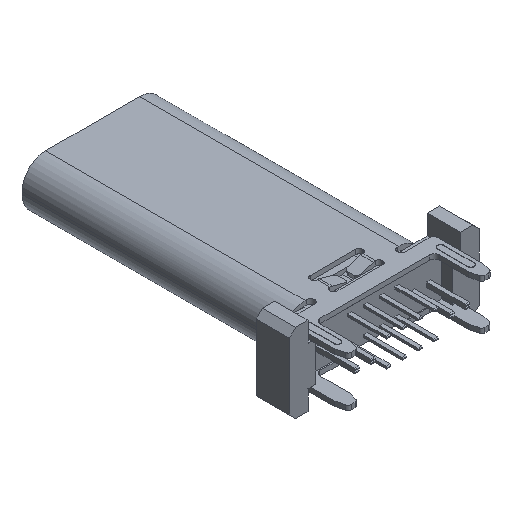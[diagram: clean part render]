
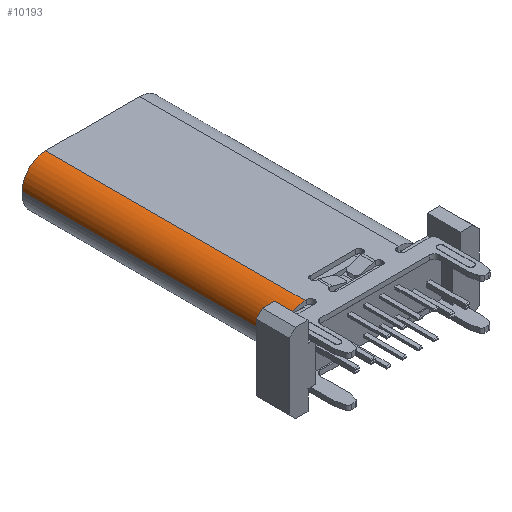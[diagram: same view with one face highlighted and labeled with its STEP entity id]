
A CAD part, isometric view. The second image highlights one B-rep face of the part: STEP entity #10193.
In plain terms, the highlighted cylindrical face has radius 1.5 mm (diameter 3 mm), a partial arc.
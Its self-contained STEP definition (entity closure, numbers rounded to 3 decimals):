
#627=CARTESIAN_POINT('',(1.765,30.001,-1.5));
#628=DIRECTION('',(0.,1.,0.));
#629=DIRECTION('',(-1.,0.,0.));
#630=AXIS2_PLACEMENT_3D('',#627,#628,#629);
#1671=CARTESIAN_POINT('',(1.765,13.601,-1.5));
#1672=DIRECTION('',(0.,-1.,0.));
#1673=DIRECTION('',(0.,0.,1.));
#1674=AXIS2_PLACEMENT_3D('',#1671,#1672,#1673);
#1699=DIRECTION('',(0.,-1.,0.));
#1700=VECTOR('',#1699,16.4);
#1701=CARTESIAN_POINT('',(0.265,30.001,-1.5));
#1702=LINE('',#1701,#1700);
#1703=DIRECTION('',(0.,1.,0.));
#1704=VECTOR('',#1703,16.4);
#1705=CARTESIAN_POINT('',(1.765,13.601,
0.));
#1706=LINE('',#1705,#1704);
#1730=CARTESIAN_POINT('',(1.765,13.601,-1.5));
#1731=DIRECTION('',(0.,-1.,0.));
#1732=DIRECTION('',(-0.626,0.,0.78));
#1733=AXIS2_PLACEMENT_3D('',#1730,#1731,#1732);
#7269=CARTESIAN_POINT('',(0.265,30.001,-1.5));
#7271=VERTEX_POINT('',#7269);
#7390=CARTESIAN_POINT('',(1.765,13.601,
0.));
#7391=VERTEX_POINT('',#7390);
#7416=CARTESIAN_POINT('',(1.765,30.001,
0.));
#7418=VERTEX_POINT('',#7416);
#8050=CARTESIAN_POINT('',(0.826,13.601,
-0.33));
#8052=VERTEX_POINT('',#8050);
#8082=CARTESIAN_POINT('',(0.265,13.601,-1.5));
#8083=VERTEX_POINT('',#8082);
#10178=CARTESIAN_POINT('',(1.765,28.601,-1.5));
#10179=DIRECTION('',(0.,-1.,0.));
#10180=DIRECTION('',(0.,0.,-1.));
#10181=AXIS2_PLACEMENT_3D('',#10178,#10179,#10180);
#10182=CYLINDRICAL_SURFACE('',#10181,1.5);
#10184=ORIENTED_EDGE('',*,*,#10183,.T.);
#10186=ORIENTED_EDGE('',*,*,#10185,.F.);
#10187=ORIENTED_EDGE('',*,*,#9264,.T.);
#10189=ORIENTED_EDGE('',*,*,#10188,.F.);
#10190=ORIENTED_EDGE('',*,*,#10148,.T.);
#10191=EDGE_LOOP('',(#10184,#10186,#10187,#10189,#10190));
#10192=FACE_OUTER_BOUND('',#10191,.F.);
#631=CIRCLE('',#630,1.5);
#1675=CIRCLE('',#1674,1.5);
#1734=CIRCLE('',#1733,1.5);
#9264=EDGE_CURVE('',#7271,#7418,#631,.T.);
#10148=EDGE_CURVE('',#7391,#8052,#1675,.T.);
#10183=EDGE_CURVE('',#8052,#8083,#1734,.T.);
#10185=EDGE_CURVE('',#7271,#8083,#1702,.T.);
#10188=EDGE_CURVE('',#7391,#7418,#1706,.T.);
#10193=ADVANCED_FACE('',(#10192),#10182,.T.);
